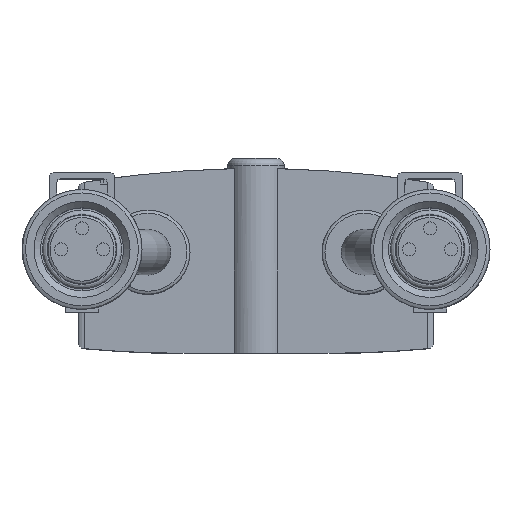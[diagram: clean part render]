
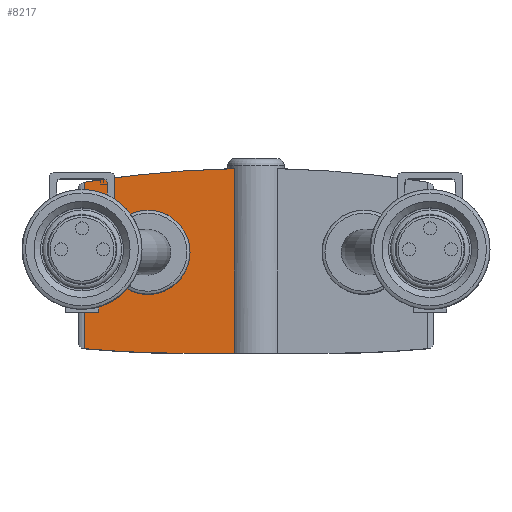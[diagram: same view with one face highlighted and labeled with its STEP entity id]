
A CAD part, top view. The second image highlights one B-rep face of the part: STEP entity #8217.
In plain terms, the highlighted face is planar.
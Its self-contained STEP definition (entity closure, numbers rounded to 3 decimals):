
#94=PLANE('',#8686);
#414=LINE('',#11927,#921);
#415=LINE('',#11932,#922);
#416=LINE('',#11934,#923);
#921=VECTOR('',#9582,1000.);
#922=VECTOR('',#9585,1000.);
#923=VECTOR('',#9586,1000.);
#1595=ORIENTED_EDGE('',*,*,#3396,.F.);
#1596=ORIENTED_EDGE('',*,*,#3459,.T.);
#1597=ORIENTED_EDGE('',*,*,#3460,.F.);
#1598=ORIENTED_EDGE('',*,*,#3461,.F.);
#1599=ORIENTED_EDGE('',*,*,#3462,.F.);
#1600=ORIENTED_EDGE('',*,*,#3463,.F.);
#3396=EDGE_CURVE('',#4340,#4340,#4928,.F.);
#3459=EDGE_CURVE('',#4379,#4380,#414,.T.);
#3460=EDGE_CURVE('',#4381,#4380,#4934,.T.);
#3461=EDGE_CURVE('',#4382,#4381,#415,.T.);
#3462=EDGE_CURVE('',#4383,#4382,#416,.T.);
#3463=EDGE_CURVE('',#4379,#4383,#4935,.T.);
#4340=VERTEX_POINT('',#11750);
#4379=VERTEX_POINT('',#11928);
#4380=VERTEX_POINT('',#11929);
#4381=VERTEX_POINT('',#11931);
#4382=VERTEX_POINT('',#11933);
#4383=VERTEX_POINT('',#11935);
#4928=CIRCLE('',#8644,3.5);
#4934=CIRCLE('',#8687,90.);
#4935=CIRCLE('',#8688,90.);
#5269=EDGE_LOOP('',(#1595));
#5270=EDGE_LOOP('',(#1596,#1597,#1598,#1599,#1600));
#5795=FACE_BOUND('',#5269,.T.);
#5796=FACE_BOUND('',#5270,.T.);
#8217=ADVANCED_FACE('',(#5795,#5796),#94,.F.);
#8644=AXIS2_PLACEMENT_3D('',#11749,#9480,#9481);
#8686=AXIS2_PLACEMENT_3D('',#11926,#9580,#9581);
#8687=AXIS2_PLACEMENT_3D('',#11930,#9583,#9584);
#8688=AXIS2_PLACEMENT_3D('',#11936,#9587,#9588);
#9480=DIRECTION('',(0.,0.,1.));
#9481=DIRECTION('',(1.,0.,0.));
#9580=DIRECTION('',(0.,0.,1.));
#9581=DIRECTION('',(1.,0.,0.));
#9582=DIRECTION('',(0.,-1.,0.));
#9583=DIRECTION('',(0.,0.,1.));
#9584=DIRECTION('',(1.,0.,0.));
#9585=DIRECTION('',(1.,0.,0.));
#9586=DIRECTION('',(0.,-1.,0.));
#9587=DIRECTION('',(0.,0.,1.));
#9588=DIRECTION('',(1.,0.,0.));
#11749=CARTESIAN_POINT('',(9.,0.,0.));
#11750=CARTESIAN_POINT('',(12.5,0.,0.));
#11926=CARTESIAN_POINT('',(-14.3,5.35,0.));
#11927=CARTESIAN_POINT('',(14.3,7.6,0.));
#11928=CARTESIAN_POINT('',(14.3,5.857,0.));
#11929=CARTESIAN_POINT('',(14.3,-8.016,0.));
#11930=CARTESIAN_POINT('',(6.,81.6,0.));
#11931=CARTESIAN_POINT('',(6.,-8.4,0.));
#11932=CARTESIAN_POINT('',(-6.,-8.4,0.));
#11933=CARTESIAN_POINT('',(1.809,-8.4,0.));
#11934=CARTESIAN_POINT('',(1.809,-8.4,0.));
#11935=CARTESIAN_POINT('',(1.809,6.982,0.));
#11936=CARTESIAN_POINT('',(0.,-83.,0.));
